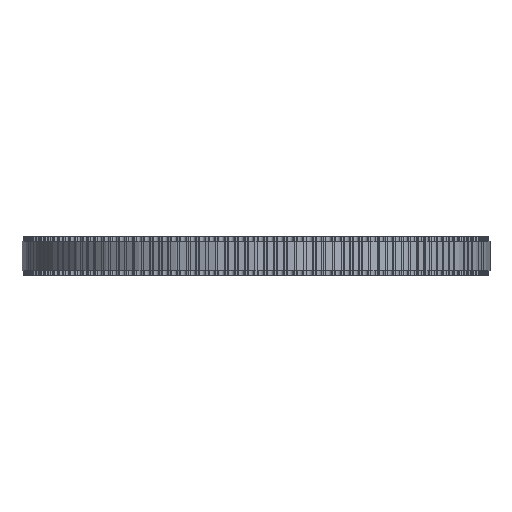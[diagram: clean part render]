
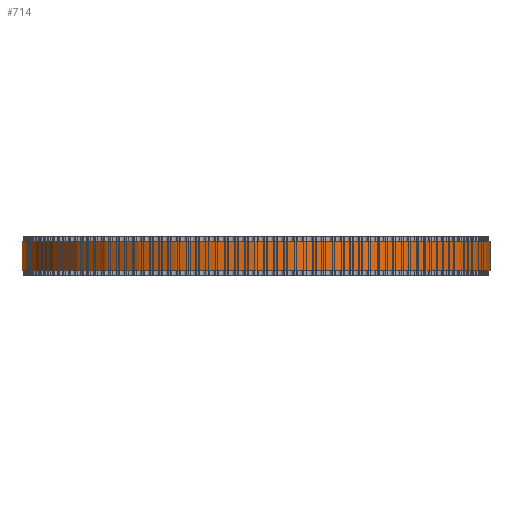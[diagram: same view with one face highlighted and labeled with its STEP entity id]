
A CAD part, front view. The second image highlights one B-rep face of the part: STEP entity #714.
In plain terms, the highlighted cylindrical face has radius 47.11 mm (diameter 94.22 mm), a full revolution.
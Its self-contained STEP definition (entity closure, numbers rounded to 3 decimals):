
#97=FACE_BOUND('',#2496,.T.);
#98=FACE_BOUND('',#2497,.T.);
#714=ADVANCED_FACE('',(#97,#98),#1307,.T.);
#1307=CYLINDRICAL_SURFACE('',#13167,47.11);
#2496=EDGE_LOOP('',(#7234));
#2497=EDGE_LOOP('',(#7235));
#7234=ORIENTED_EDGE('',*,*,#10198,.T.);
#7235=ORIENTED_EDGE('',*,*,#10199,.T.);
#8420=VERTEX_POINT('',#20880);
#8421=VERTEX_POINT('',#20882);
#10198=EDGE_CURVE('',#8420,#8420,#11384,.T.);
#10199=EDGE_CURVE('',#8421,#8421,#11385,.T.);
#11384=CIRCLE('',#13165,47.11);
#11385=CIRCLE('',#13166,47.11);
#13165=AXIS2_PLACEMENT_3D('',#20879,#17318,#17319);
#13166=AXIS2_PLACEMENT_3D('',#20881,#17320,#17321);
#13167=AXIS2_PLACEMENT_3D('',#20883,#17322,#17323);
#17318=DIRECTION('',(0.,0.,1.));
#17319=DIRECTION('',(1.,0.,0.));
#17320=DIRECTION('',(0.,0.,-1.));
#17321=DIRECTION('',(1.,0.,0.));
#17322=DIRECTION('',(0.,0.,1.));
#17323=DIRECTION('',(1.,0.,0.));
#20879=CARTESIAN_POINT('',(0.,0.,1.));
#20880=CARTESIAN_POINT('',(47.11,0.,1.));
#20881=CARTESIAN_POINT('',(0.,0.,7.));
#20882=CARTESIAN_POINT('',(47.11,0.,7.));
#20883=CARTESIAN_POINT('',(0.,0.,1.));
